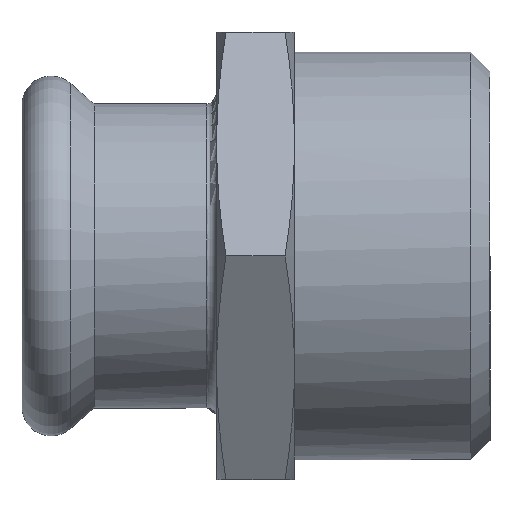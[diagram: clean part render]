
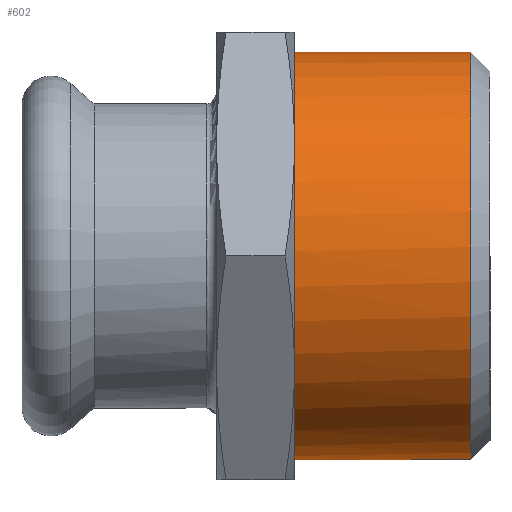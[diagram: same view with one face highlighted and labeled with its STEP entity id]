
A CAD part, front view. The second image highlights one B-rep face of the part: STEP entity #602.
In plain terms, the highlighted cylindrical face has radius 20.955 mm (diameter 41.91 mm), a full revolution.
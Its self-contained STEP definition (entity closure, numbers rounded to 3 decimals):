
#19=CYLINDRICAL_SURFACE('',#677,20.955);
#71=FACE_OUTER_BOUND('',#111,.T.);
#111=EDGE_LOOP('',(#437,#438,#439,#440,#441));
#149=CIRCLE('',#666,20.955);
#152=CIRCLE('',#678,20.955);
#153=CIRCLE('',#679,20.955);
#205=LINE('',#1132,#221);
#221=VECTOR('',#803,20.955);
#250=VERTEX_POINT('',#1047);
#257=VERTEX_POINT('',#1128);
#258=VERTEX_POINT('',#1129);
#308=EDGE_CURVE('',#250,#250,#149,.T.);
#323=EDGE_CURVE('',#257,#258,#152,.T.);
#324=EDGE_CURVE('',#258,#257,#153,.T.);
#325=EDGE_CURVE('',#258,#250,#205,.T.);
#437=ORIENTED_EDGE('',*,*,#323,.F.);
#438=ORIENTED_EDGE('',*,*,#324,.F.);
#439=ORIENTED_EDGE('',*,*,#325,.T.);
#440=ORIENTED_EDGE('',*,*,#308,.T.);
#441=ORIENTED_EDGE('',*,*,#325,.F.);
#602=ADVANCED_FACE('',(#71),#19,.T.);
#666=AXIS2_PLACEMENT_3D('',#1048,#773,#774);
#677=AXIS2_PLACEMENT_3D('',#1127,#797,#798);
#678=AXIS2_PLACEMENT_3D('',#1130,#799,#800);
#679=AXIS2_PLACEMENT_3D('',#1131,#801,#802);
#773=DIRECTION('center_axis',(1.,0.,0.));
#774=DIRECTION('ref_axis',(0.,-1.,0.));
#797=DIRECTION('center_axis',(1.,0.,0.));
#798=DIRECTION('ref_axis',(0.,-0.878,-0.479));
#799=DIRECTION('center_axis',(1.,0.,0.));
#800=DIRECTION('ref_axis',(0.,-1.,0.));
#801=DIRECTION('center_axis',(1.,0.,0.));
#802=DIRECTION('ref_axis',(0.,-1.,0.));
#803=DIRECTION('',(-1.,0.,0.));
#1047=CARTESIAN_POINT('',(28.,18.39,10.046));
#1048=CARTESIAN_POINT('Origin',(28.,0.,0.));
#1127=CARTESIAN_POINT('Origin',(34.05,0.,0.));
#1128=CARTESIAN_POINT('',(46.1,-18.63,-9.593));
#1129=CARTESIAN_POINT('',(46.1,18.39,10.046));
#1130=CARTESIAN_POINT('Origin',(46.1,0.,0.));
#1131=CARTESIAN_POINT('Origin',(46.1,0.,0.));
#1132=CARTESIAN_POINT('',(34.05,18.39,10.046));
